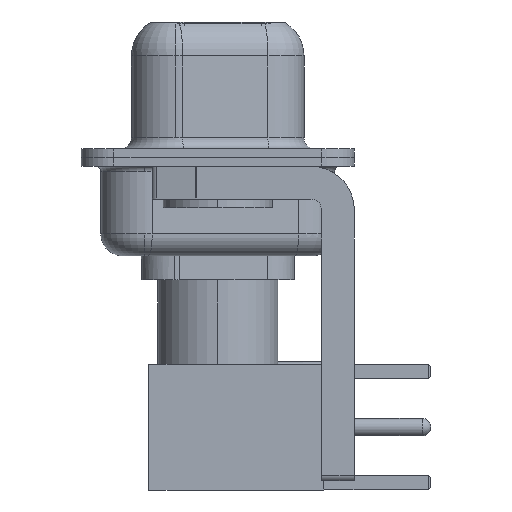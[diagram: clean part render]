
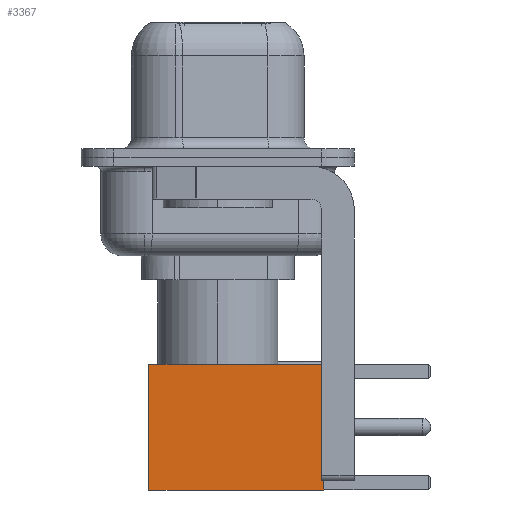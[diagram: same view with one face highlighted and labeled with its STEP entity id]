
A CAD part, left-side view. The second image highlights one B-rep face of the part: STEP entity #3367.
In plain terms, the highlighted face is planar.
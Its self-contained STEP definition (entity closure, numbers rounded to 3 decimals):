
#905 = PLANE ( 'NONE',  #10160 ) ;
#1915 = EDGE_CURVE ( 'NONE', #12081, #14274, #7191, .T. ) ;
#2262 = CARTESIAN_POINT ( 'NONE',  ( 2.875, 2.875, 0. ) ) ;
#2298 = CARTESIAN_POINT ( 'NONE',  ( 2.875, 2.875, 0. ) ) ;
#2520 = DIRECTION ( 'NONE',  ( 0., 0., 1. ) ) ;
#2916 = ORIENTED_EDGE ( 'NONE', *, *, #10241, .T. ) ;
#3367 = ADVANCED_FACE ( 'NONE', ( #18482 ), #905, .T. ) ;
#3520 = LINE ( 'NONE', #10086, #15290 ) ;
#3648 = ORIENTED_EDGE ( 'NONE', *, *, #1915, .F. ) ;
#5340 = CARTESIAN_POINT ( 'NONE',  ( 0., 2.875, 0. ) ) ;
#6624 = CARTESIAN_POINT ( 'NONE',  ( -2.875, 2.875, 0. ) ) ;
#6843 = LINE ( 'NONE', #5340, #7059 ) ;
#7059 = VECTOR ( 'NONE', #8533, 1000. ) ;
#7191 = LINE ( 'NONE', #15055, #17791 ) ;
#7265 = DIRECTION ( 'NONE',  ( 0., 0., -1. ) ) ;
#7549 = CARTESIAN_POINT ( 'NONE',  ( 2.875, 2.875, 8. ) ) ;
#8533 = DIRECTION ( 'NONE',  ( -1., 0., 0. ) ) ;
#8780 = DIRECTION ( 'NONE',  ( 0., 1., 0. ) ) ;
#10086 = CARTESIAN_POINT ( 'NONE',  ( -2.875, 2.875, 0. ) ) ;
#10113 = EDGE_CURVE ( 'NONE', #14441, #18092, #6843, .T. ) ;
#10160 = AXIS2_PLACEMENT_3D ( 'NONE', #2298, #8780, #2520 ) ;
#10241 = EDGE_CURVE ( 'NONE', #12081, #14441, #17055, .T. ) ;
#10249 = EDGE_LOOP ( 'NONE', ( #2916, #13059, #14144, #3648 ) ) ;
#10530 = CARTESIAN_POINT ( 'NONE',  ( 2.875, 2.875, 0. ) ) ;
#12081 = VERTEX_POINT ( 'NONE', #7549 ) ;
#13059 = ORIENTED_EDGE ( 'NONE', *, *, #10113, .T. ) ;
#14144 = ORIENTED_EDGE ( 'NONE', *, *, #18452, .F. ) ;
#14188 = VECTOR ( 'NONE', #7265, 1000. ) ;
#14274 = VERTEX_POINT ( 'NONE', #16297 ) ;
#14441 = VERTEX_POINT ( 'NONE', #10530 ) ;
#15055 = CARTESIAN_POINT ( 'NONE',  ( 0., 2.875, 8. ) ) ;
#15290 = VECTOR ( 'NONE', #16388, 1000. ) ;
#16297 = CARTESIAN_POINT ( 'NONE',  ( -2.875, 2.875, 8. ) ) ;
#16388 = DIRECTION ( 'NONE',  ( 0., 0., -1. ) ) ;
#17055 = LINE ( 'NONE', #2262, #14188 ) ;
#17791 = VECTOR ( 'NONE', #19967, 1000. ) ;
#18092 = VERTEX_POINT ( 'NONE', #6624 ) ;
#18452 = EDGE_CURVE ( 'NONE', #14274, #18092, #3520, .T. ) ;
#18482 = FACE_OUTER_BOUND ( 'NONE', #10249, .T. ) ;
#19967 = DIRECTION ( 'NONE',  ( -1., 0., 0. ) ) ;
